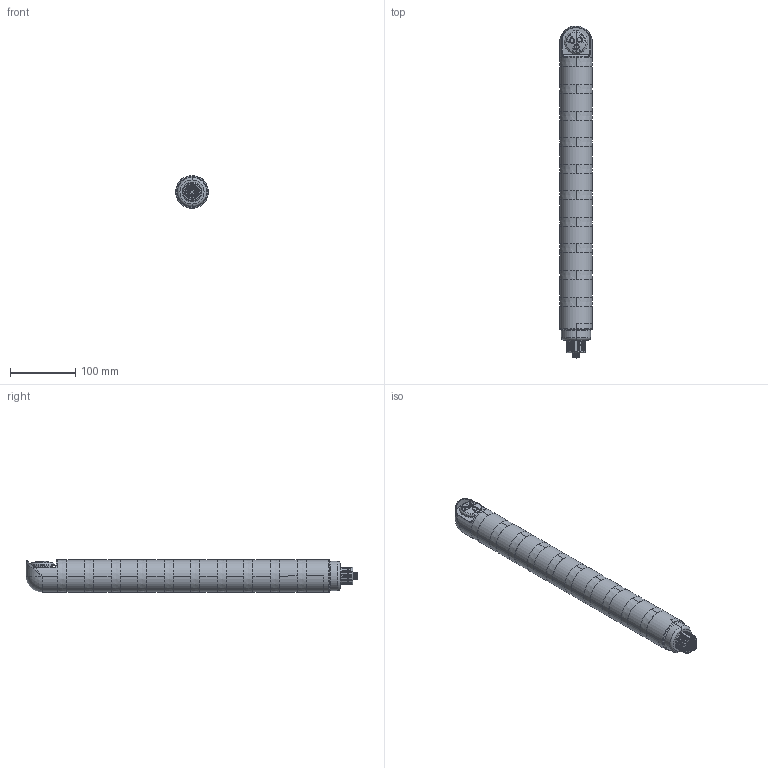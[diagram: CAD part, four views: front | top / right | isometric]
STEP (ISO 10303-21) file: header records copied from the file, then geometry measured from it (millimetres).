
FILE_DESCRIPTION((''),'2;1');
FILE_NAME('205832_SM01_ASM','2025-06-05T10:47:56',('banengservice'),('BANNER ENGINEERING'),'CREO PARAMETRIC BY PTC INC, 2022414','CREO PARAMETRIC BY PTC INC, 2022414','');
FILE_SCHEMA(('CONFIG_CONTROL_DESIGN'));
Products named in the file (2): 205832_EP01; 205832_SM01_ASM
Assembly tree (1 placements, depth 2):
  205832_SM01_ASM
    205832_EP01
Bounding box: 50 x 508.7 x 50 mm (x, y, z)
Volume: 925666.9 mm3; surface area: 86203 mm2
Topology: 1 solids, 1 shells, 400 faces, 1029 edges, 648 vertices
Faces by surface type: cylinder 132, bspline 130, plane 44, cone 29, torus 27, extrusion 25, sphere 10, revolution 3
Entity records: 43782 total; most frequent: CARTESIAN_POINT 35102, ORIENTED_EDGE 2036, DIRECTION 1407, EDGE_CURVE 1018, VERTEX_POINT 646, AXIS2_PLACEMENT_3D 544, B_SPLINE_CURVE_WITH_KNOTS 456, EDGE_LOOP 428
